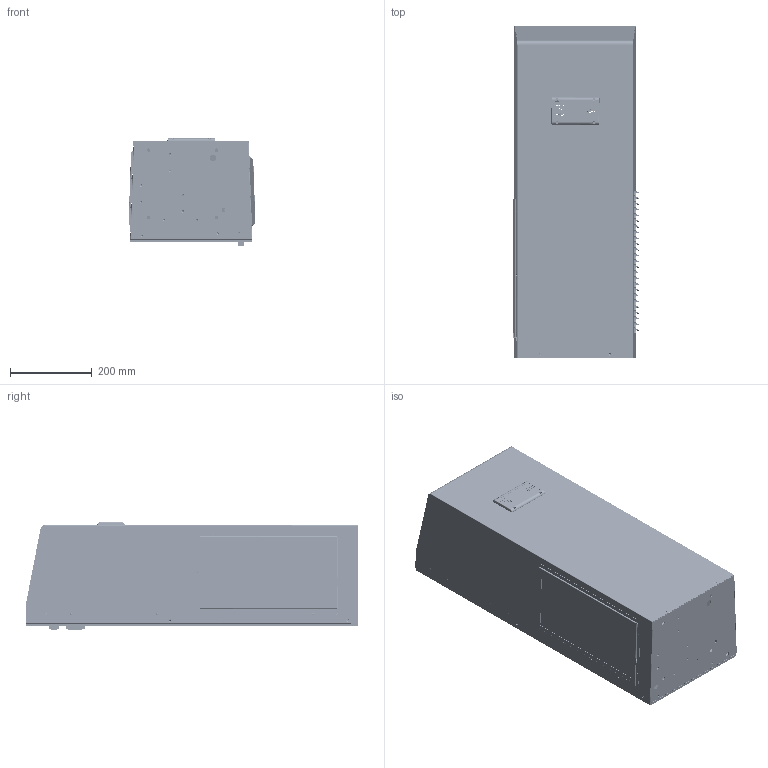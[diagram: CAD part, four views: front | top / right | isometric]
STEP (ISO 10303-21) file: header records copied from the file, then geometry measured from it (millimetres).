
FILE_DESCRIPTION (( 'STEP AP203' ), '1' );
FILE_NAME ('HEC1000AFR_3D.STEP', '2020-10-22T02:48:40', ( '' ), ( '' ), 'SwSTEP 2.0', 'SolidWorks 2016', '' );
FILE_SCHEMA (( 'CONFIG_CONTROL_DESIGN' ));
Length unit declared in the file: millimetre
Products named in the file (29): Industry control mix; HEC1000_Eva wind tunnel mix; Fanguard(3462494900); NUT-S-M3-0.5; HEC1000_Behind shell mix-BFR; BLIND-NUT_PEN_B-M6-1ZI; 2EHDP-03P; HEC1000AFR_3D; RIVET-3MM; Inner fold(預設); HEC1000_Front shell(預設); NUT M8_1.25 TYPE-HNL; 2ehdp-07p; COMP BASE PLATE-072(Default); HEC1000_Front shell mix; 2esdvm-07p; HEC1000_Filter shelf -square(預設); HEC1000_1_Behind shell -a; BLIND-NUT_M3-0.5; HEC1000_Filter; 2esdvm-03p; HEC1000_Eva wind tunnel; STAND OFF -BSO- M4-L10; 2esdvm mix; M4X0_7-1 (0.8); Blind-M4-0.7-2ZI-PennEngineering-01-03-2017; HEC1000_1_Behind shell mix-BFR(預設_機器加工_); CABLETIE_BRK; HEC1000_sponge front shell
Assembly tree (88 placements, depth 3):
  HEC1000AFR_3D
    HEC1000_Front shell mix
      HEC1000_Front shell(預設)
      NUT M8_1.25 TYPE-HNL  x6
      M4X0_7-1 (0.8)  x9
      COMP BASE PLATE-072(Default)  x3
      NUT-S-M3-0.5  x4
      BLIND-NUT_PEN_B-M6-1ZI  x6
      Blind-M4-0.7-2ZI-PennEngineering-01-03-2017  x8
    HEC1000_Eva wind tunnel mix
      HEC1000_Eva wind tunnel
      CABLETIE_BRK  x3
      STAND OFF -BSO- M4-L10
    2esdvm mix
      2ehdp-07p
      2esdvm-07p
    HEC1000_Behind shell mix-BFR
      M4X0_7-1 (0.8)
      HEC1000_1_Behind shell mix-BFR(預設_機器加工_)
      HEC1000_1_Behind shell -a
      Inner fold(預設)  x6
      HEC1000_Filter shelf -square(預設)
      RIVET-3MM  x20
      BLIND-NUT_M3-0.5  x4
    2EHDP-03P
    2esdvm-03p
    Industry control mix
    HEC1000_Filter
    HEC1000_sponge front shell
    Fanguard(3462494900)
Bounding box: 309.9 x 810.05 x 262.31 mm (x, y, z)
Volume: 1469247.4 mm3; surface area: 2461972.9 mm2
Topology: 94 solids, 94 shells, 5577 faces, 13527 edges, 8457 vertices
Faces by surface type: plane 2978, cylinder 1527, bspline 410, cone 398, torus 244, sphere 20
Entity records: 147087 total; most frequent: CARTESIAN_POINT 41061, ORIENTED_EDGE 21398, DIRECTION 19916, EDGE_CURVE 10699, VECTOR 7244, LINE 7244, VERTEX_POINT 6754, AXIS2_PLACEMENT_3D 6336
